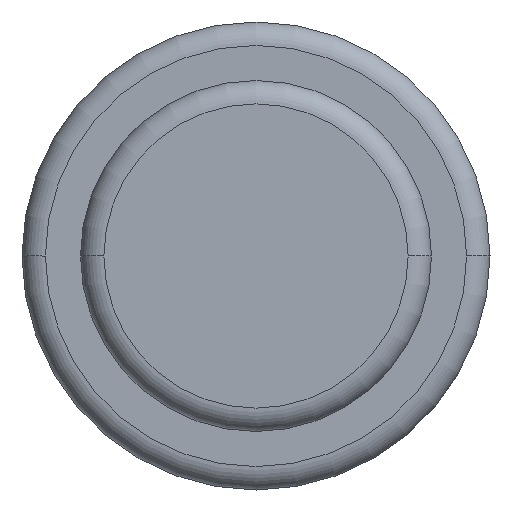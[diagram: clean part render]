
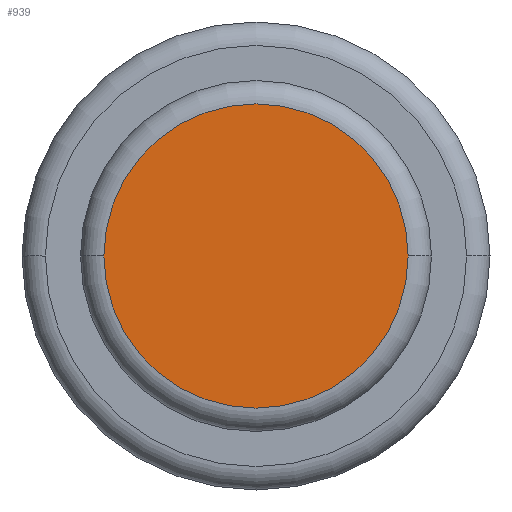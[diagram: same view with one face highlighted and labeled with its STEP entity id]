
A CAD part, front view. The second image highlights one B-rep face of the part: STEP entity #939.
In plain terms, the highlighted face is planar.
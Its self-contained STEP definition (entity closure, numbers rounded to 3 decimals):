
#737=CARTESIAN_POINT('',(2.869,4.351,0.0));
#738=VERTEX_POINT('',#737);
#746=CARTESIAN_POINT('',(5.469,4.351,0.0));
#747=VERTEX_POINT('',#746);
#748=CARTESIAN_POINT('',(4.169,4.351,0.0));
#749=DIRECTION('',(0.0,0.0,1.0));
#750=DIRECTION('',(1.0,0.0,0.0));
#751=AXIS2_PLACEMENT_3D('',#748,#749,#750);
#752=CIRCLE('',#751,1.3);
#753=EDGE_CURVE('',#738,#747,#752,.T.);
#908=CARTESIAN_POINT('',(4.169,4.351,0.0));
#909=DIRECTION('',(0.0,0.0,1.0));
#910=DIRECTION('',(1.0,0.0,0.0));
#911=AXIS2_PLACEMENT_3D('',#908,#909,#910);
#912=CIRCLE('',#911,1.3);
#913=EDGE_CURVE('',#747,#738,#912,.T.);
#930=CARTESIAN_POINT('',(4.169,4.351,0.0));
#931=DIRECTION('',(0.0,0.0,1.0));
#932=DIRECTION('',(1.0,0.0,0.0));
#933=AXIS2_PLACEMENT_3D('',#930,#931,#932);
#934=PLANE('',#933);
#935=ORIENTED_EDGE('',*,*,#753,.F.);
#936=ORIENTED_EDGE('',*,*,#913,.F.);
#937=EDGE_LOOP('',(#935,#936));
#938=FACE_OUTER_BOUND('',#937,.T.);
#939=ADVANCED_FACE('',(#938),#934,.F.);
